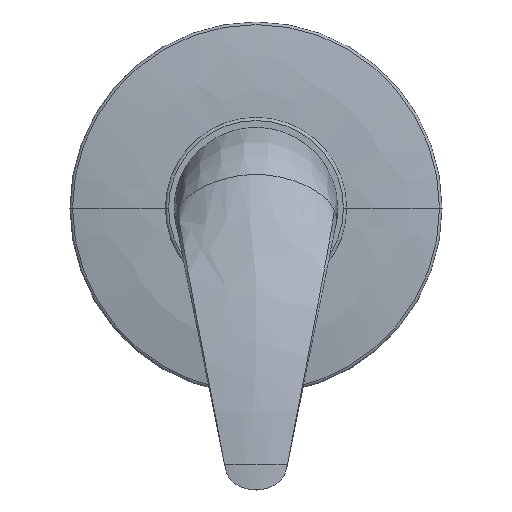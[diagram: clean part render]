
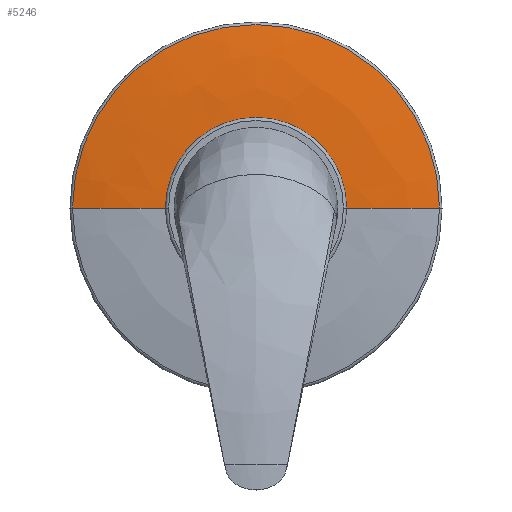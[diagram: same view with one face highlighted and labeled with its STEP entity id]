
A CAD part, top view. The second image highlights one B-rep face of the part: STEP entity #5246.
In plain terms, the highlighted free-form (B-spline) face has degree [3, 3] with [7, 4] control points.
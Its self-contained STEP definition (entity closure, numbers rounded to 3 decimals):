
#4430=CARTESIAN_POINT('',(28.144,0.,-154.));
#4431=DIRECTION('',(0.,-1.,0.));
#4432=DIRECTION('',(0.194,0.,0.981));
#4433=AXIS2_PLACEMENT_3D('',#4430,#4431,#4432);
#4440=CARTESIAN_POINT('',(-28.144,0.,-154.));
#4441=DIRECTION('',(0.,1.,0.));
#4442=DIRECTION('',(-0.194,0.,0.981));
#4443=AXIS2_PLACEMENT_3D('',#4440,#4441,#4442);
#4521=CARTESIAN_POINT('',(0.,0.,-4.001));
#4522=DIRECTION('',(0.,0.,-1.));
#4523=DIRECTION('',(-1.,0.,0.));
#4524=AXIS2_PLACEMENT_3D('',#4521,#4522,#4523);
#4526=CARTESIAN_POINT('',(0.,0.,-6.84));
#4527=DIRECTION('',(0.,0.,1.));
#4528=DIRECTION('',(1.,0.,0.));
#4529=AXIS2_PLACEMENT_3D('',#4526,#4527,#4528);
#4556=CARTESIAN_POINT('',(57.194,0.,
-6.84));
#4557=CARTESIAN_POINT('',(-57.194,0.,-6.84));
#4558=VERTEX_POINT('',#4556);
#4559=VERTEX_POINT('',#4557);
#4592=CARTESIAN_POINT('',(-27.5,0.,-4.001));
#4593=CARTESIAN_POINT('',(27.5,0.,-4.001));
#4594=VERTEX_POINT('',#4592);
#4595=VERTEX_POINT('',#4593);
#5210=CARTESIAN_POINT('',(-26.849,-1.689,
-4.005));
#5211=CARTESIAN_POINT('',(-37.205,-2.341,
-3.919));
#5212=CARTESIAN_POINT('',(-47.514,-2.989,
-4.907));
#5213=CARTESIAN_POINT('',(-57.666,-3.628,
-6.957));
#5214=CARTESIAN_POINT('',(-27.889,14.834,
-4.005));
#5215=CARTESIAN_POINT('',(-38.645,20.555,
-3.919));
#5216=CARTESIAN_POINT('',(-49.354,26.251,
-4.907));
#5217=CARTESIAN_POINT('',(-59.898,31.859,
-6.957));
#5218=CARTESIAN_POINT('',(-16.556,26.902,
-4.005));
#5219=CARTESIAN_POINT('',(-22.941,37.279,
-3.919));
#5220=CARTESIAN_POINT('',(-29.298,47.608,
-4.907));
#5221=CARTESIAN_POINT('',(-35.558,57.78,
-6.957));
#5222=CARTESIAN_POINT('',(0.,26.902,-4.005));
#5223=CARTESIAN_POINT('',(0.,37.279,-3.919));
#5224=CARTESIAN_POINT('',(0.,47.608,-4.907));
#5225=CARTESIAN_POINT('',(0.,57.78,-6.957));
#5226=CARTESIAN_POINT('',(16.556,26.902,-4.005));
#5227=CARTESIAN_POINT('',(22.941,37.279,-3.919));
#5228=CARTESIAN_POINT('',(29.298,47.608,-4.907));
#5229=CARTESIAN_POINT('',(35.558,57.78,-6.957));
#5230=CARTESIAN_POINT('',(27.889,14.834,-4.005));
#5231=CARTESIAN_POINT('',(38.645,20.555,-3.919));
#5232=CARTESIAN_POINT('',(49.354,26.251,-4.907));
#5233=CARTESIAN_POINT('',(59.898,31.859,-6.957));
#5234=CARTESIAN_POINT('',(26.849,-1.689,
-4.005));
#5235=CARTESIAN_POINT('',(37.205,-2.341,
-3.919));
#5236=CARTESIAN_POINT('',(47.514,-2.989,
-4.907));
#5237=CARTESIAN_POINT('',(57.666,-3.628,
-6.957));
#5238=(BOUNDED_SURFACE()B_SPLINE_SURFACE(3,3,((#5210,#5211,#5212,#5213),(#5214,
#5215,#5216,#5217),(#5218,#5219,#5220,#5221),(#5222,#5223,#5224,#5225),(#5226,
#5227,#5228,#5229),(#5230,#5231,#5232,#5233),(#5234,#5235,#5236,#5237)),
.UNSPECIFIED.,.F.,.F.,.F.)B_SPLINE_SURFACE_WITH_KNOTS((4,3,4),(4,4),(0.,1.,
2.),(0.,1.),.UNSPECIFIED.)GEOMETRIC_REPRESENTATION_ITEM()RATIONAL_B_SPLINE_SURFACE(((1.19,1.186,1.186,1.19),(
0.94,0.937,0.937,0.94),(
0.94,0.937,0.937,0.94),(
1.19,1.186,1.186,1.19),(
0.94,0.937,0.937,0.94),(
0.94,0.937,0.937,0.94),(
1.19,1.186,1.186,1.19)))REPRESENTATION_ITEM('')SURFACE());
#5239=ORIENTED_EDGE('',*,*,#5027,.F.);
#5240=ORIENTED_EDGE('',*,*,#5004,.F.);
#5242=ORIENTED_EDGE('',*,*,#5241,.F.);
#5243=ORIENTED_EDGE('',*,*,#5001,.T.);
#5244=EDGE_LOOP('',(#5239,#5240,#5242,#5243));
#5245=FACE_OUTER_BOUND('',#5244,.F.);
#5246=ADVANCED_FACE('',(#5245),#5238,.T.);
#4434=CIRCLE('',#4433,150.);
#4444=CIRCLE('',#4443,150.);
#4525=CIRCLE('',#4524,27.5);
#4530=CIRCLE('',#4529,57.194);
#5001=EDGE_CURVE('',#4558,#4595,#4434,.T.);
#5004=EDGE_CURVE('',#4559,#4594,#4444,.T.);
#5027=EDGE_CURVE('',#4594,#4595,#4525,.T.);
#5241=EDGE_CURVE('',#4558,#4559,#4530,.T.);
